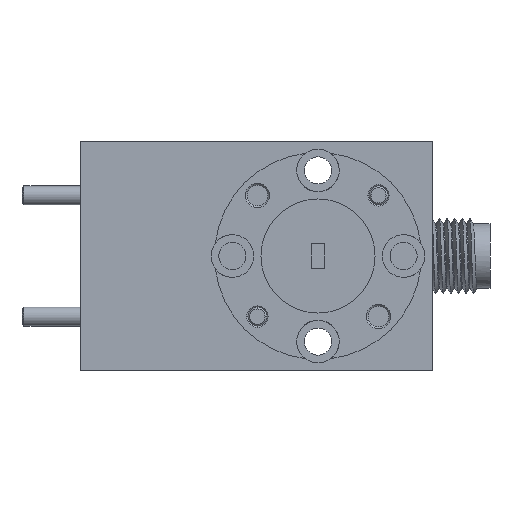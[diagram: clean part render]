
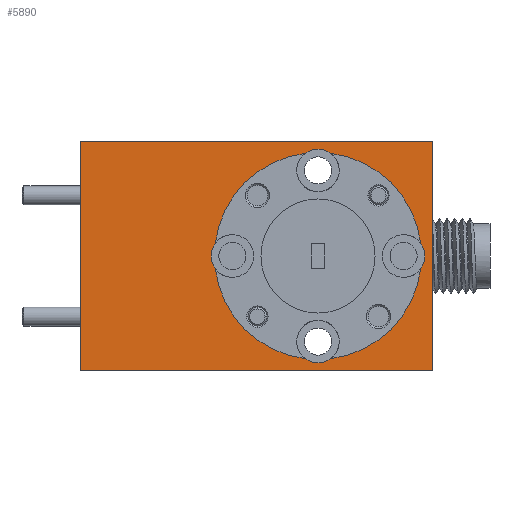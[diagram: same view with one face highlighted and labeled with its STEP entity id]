
A CAD part, front view. The second image highlights one B-rep face of the part: STEP entity #5890.
In plain terms, the highlighted planar face has unit normal (0, -1, 0).
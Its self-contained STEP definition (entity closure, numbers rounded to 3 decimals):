
#5 = AXIS2_PLACEMENT_3D ( 'NONE', #11195, #11111, #5731 ) ;
#149 = EDGE_CURVE ( 'NONE', #13324, #12862, #15287, .T. ) ;
#189 = AXIS2_PLACEMENT_3D ( 'NONE', #3965, #9185, #10643 ) ;
#274 = CARTESIAN_POINT ( 'NONE',  ( 18.851, 13.377, 22.801 ) ) ;
#276 = CARTESIAN_POINT ( 'NONE',  ( 18.851, 13.377, 39.942 ) ) ;
#450 = VERTEX_POINT ( 'NONE', #14230 ) ;
#740 = EDGE_CURVE ( 'NONE', #12862, #12952, #1043, .T. ) ;
#1043 = CIRCLE ( 'NONE', #13358, 1.778 ) ;
#1152 = CIRCLE ( 'NONE', #16449, 1.778 ) ;
#1173 = DIRECTION ( 'NONE',  ( 0., -1., 0. ) ) ;
#1504 = DIRECTION ( 'NONE',  ( 1., 0., 0. ) ) ;
#1587 = LINE ( 'NONE', #7947, #16151 ) ;
#1597 = CARTESIAN_POINT ( 'NONE',  ( 27.315, 13.377, 40.897 ) ) ;
#2030 = VECTOR ( 'NONE', #11046, 1000. ) ;
#2035 = FACE_OUTER_BOUND ( 'NONE', #13348, .T. ) ;
#2037 = ORIENTED_EDGE ( 'NONE', *, *, #11923, .F. ) ;
#2145 = AXIS2_PLACEMENT_3D ( 'NONE', #13492, #14866, #15040 ) ;
#2514 = ORIENTED_EDGE ( 'NONE', *, *, #13095, .F. ) ;
#2523 = CIRCLE ( 'NONE', #5551, 1.778 ) ;
#2749 = EDGE_CURVE ( 'NONE', #12623, #3644, #4635, .T. ) ;
#3028 = DIRECTION ( 'NONE',  ( 0., -1., 0. ) ) ;
#3323 = AXIS2_PLACEMENT_3D ( 'NONE', #7863, #1173, #16934 ) ;
#3328 = ORIENTED_EDGE ( 'NONE', *, *, #2749, .T. ) ;
#3554 = CARTESIAN_POINT ( 'NONE',  ( -2.022, 13.377, 21.847 ) ) ;
#3563 = CIRCLE ( 'NONE', #5, 8.636 ) ;
#3566 = DIRECTION ( 'NONE',  ( 0., 0., -1. ) ) ;
#3586 = CARTESIAN_POINT ( 'NONE',  ( 17.79, 13.377, 24.228 ) ) ;
#3644 = VERTEX_POINT ( 'NONE', #3554 ) ;
#3690 = AXIS2_PLACEMENT_3D ( 'NONE', #3586, #11296, #11556 ) ;
#3965 = CARTESIAN_POINT ( 'NONE',  ( 17.79, 13.377, 38.515 ) ) ;
#4002 = VECTOR ( 'NONE', #11482, 1000. ) ;
#4095 = VERTEX_POINT ( 'NONE', #15841 ) ;
#4202 = VERTEX_POINT ( 'NONE', #15496 ) ;
#4399 = ORIENTED_EDGE ( 'NONE', *, *, #5109, .F. ) ;
#4491 = VERTEX_POINT ( 'NONE', #1597 ) ;
#4635 = LINE ( 'NONE', #10029, #4002 ) ;
#4780 = CIRCLE ( 'NONE', #3690, 1.778 ) ;
#4797 = CARTESIAN_POINT ( 'NONE',  ( 17.79, 13.377, 22.45 ) ) ;
#4891 = EDGE_CURVE ( 'NONE', #7348, #3644, #16135, .T. ) ;
#4905 = CIRCLE ( 'NONE', #2145, 1.778 ) ;
#5071 = EDGE_LOOP ( 'NONE', ( #7829, #5753, #13695, #4399, #14943, #2037, #12705, #2514, #9023, #8651 ) ) ;
#5109 = EDGE_CURVE ( 'NONE', #5996, #13324, #10327, .T. ) ;
#5551 = AXIS2_PLACEMENT_3D ( 'NONE', #10087, #6410, #3566 ) ;
#5731 = DIRECTION ( 'NONE',  ( 1., 0., 0. ) ) ;
#5753 = ORIENTED_EDGE ( 'NONE', *, *, #740, .F. ) ;
#5890 = ADVANCED_FACE ( 'NONE', ( #2035, #16340 ), #15142, .F. ) ;
#5996 = VERTEX_POINT ( 'NONE', #11467 ) ;
#6338 = EDGE_CURVE ( 'NONE', #450, #4202, #4905, .T. ) ;
#6410 = DIRECTION ( 'NONE',  ( 0., -1., 0. ) ) ;
#6511 = VECTOR ( 'NONE', #15888, 1000. ) ;
#6792 = CARTESIAN_POINT ( 'NONE',  ( -2.022, 13.377, 40.897 ) ) ;
#6912 = CARTESIAN_POINT ( 'NONE',  ( -2.022, 13.377, 21.847 ) ) ;
#6966 = CARTESIAN_POINT ( 'NONE',  ( 10.647, 13.377, 31.372 ) ) ;
#7216 = DIRECTION ( 'NONE',  ( 0., 0., -1. ) ) ;
#7278 = CARTESIAN_POINT ( 'NONE',  ( -2.022, 13.377, 40.897 ) ) ;
#7301 = DIRECTION ( 'NONE',  ( 0., -1., 0. ) ) ;
#7348 = VERTEX_POINT ( 'NONE', #11928 ) ;
#7829 = ORIENTED_EDGE ( 'NONE', *, *, #11221, .F. ) ;
#7863 = CARTESIAN_POINT ( 'NONE',  ( 17.79, 13.377, 31.372 ) ) ;
#7947 = CARTESIAN_POINT ( 'NONE',  ( -2.022, 13.377, 40.897 ) ) ;
#8619 = VERTEX_POINT ( 'NONE', #274 ) ;
#8651 = ORIENTED_EDGE ( 'NONE', *, *, #12070, .F. ) ;
#8968 = CARTESIAN_POINT ( 'NONE',  ( 17.79, 13.377, 38.515 ) ) ;
#9023 = ORIENTED_EDGE ( 'NONE', *, *, #10112, .F. ) ;
#9185 = DIRECTION ( 'NONE',  ( 0., -1., 0. ) ) ;
#9394 = CARTESIAN_POINT ( 'NONE',  ( 16.73, 13.377, 39.942 ) ) ;
#9462 = CARTESIAN_POINT ( 'NONE',  ( 17.79, 13.377, 31.372 ) ) ;
#9654 = VERTEX_POINT ( 'NONE', #276 ) ;
#9890 = AXIS2_PLACEMENT_3D ( 'NONE', #13442, #11559, #16695 ) ;
#10007 = EDGE_CURVE ( 'NONE', #4491, #7348, #11131, .T. ) ;
#10029 = CARTESIAN_POINT ( 'NONE',  ( -2.022, 13.377, 40.897 ) ) ;
#10084 = DIRECTION ( 'NONE',  ( 0., -1., 0. ) ) ;
#10087 = CARTESIAN_POINT ( 'NONE',  ( 17.79, 13.377, 24.228 ) ) ;
#10112 = EDGE_CURVE ( 'NONE', #11349, #8619, #4780, .T. ) ;
#10327 = CIRCLE ( 'NONE', #189, 1.778 ) ;
#10643 = DIRECTION ( 'NONE',  ( 0., 0., -1. ) ) ;
#10794 = CARTESIAN_POINT ( 'NONE',  ( 27.315, 13.377, 40.897 ) ) ;
#11046 = DIRECTION ( 'NONE',  ( 0., 0., -1. ) ) ;
#11111 = DIRECTION ( 'NONE',  ( 0., -1., 0. ) ) ;
#11131 = LINE ( 'NONE', #10794, #2030 ) ;
#11195 = CARTESIAN_POINT ( 'NONE',  ( 17.79, 13.377, 31.372 ) ) ;
#11221 = EDGE_CURVE ( 'NONE', #12952, #4095, #11255, .T. ) ;
#11255 = CIRCLE ( 'NONE', #9890, 8.636 ) ;
#11296 = DIRECTION ( 'NONE',  ( 0., -1., 0. ) ) ;
#11349 = VERTEX_POINT ( 'NONE', #4797 ) ;
#11463 = AXIS2_PLACEMENT_3D ( 'NONE', #9462, #3028, #15707 ) ;
#11467 = CARTESIAN_POINT ( 'NONE',  ( 17.79, 13.377, 40.293 ) ) ;
#11482 = DIRECTION ( 'NONE',  ( 0., 0., -1. ) ) ;
#11556 = DIRECTION ( 'NONE',  ( 0., 0., -1. ) ) ;
#11559 = DIRECTION ( 'NONE',  ( 0., -1., 0. ) ) ;
#11923 = EDGE_CURVE ( 'NONE', #4202, #9654, #13711, .T. ) ;
#11928 = CARTESIAN_POINT ( 'NONE',  ( 27.315, 13.377, 21.847 ) ) ;
#12070 = EDGE_CURVE ( 'NONE', #4095, #11349, #2523, .T. ) ;
#12623 = VERTEX_POINT ( 'NONE', #6792 ) ;
#12705 = ORIENTED_EDGE ( 'NONE', *, *, #6338, .F. ) ;
#12833 = CARTESIAN_POINT ( 'NONE',  ( 9.22, 13.377, 32.433 ) ) ;
#12862 = VERTEX_POINT ( 'NONE', #12833 ) ;
#12952 = VERTEX_POINT ( 'NONE', #13338 ) ;
#13095 = EDGE_CURVE ( 'NONE', #8619, #450, #3563, .T. ) ;
#13324 = VERTEX_POINT ( 'NONE', #9394 ) ;
#13338 = CARTESIAN_POINT ( 'NONE',  ( 9.22, 13.377, 30.311 ) ) ;
#13348 = EDGE_LOOP ( 'NONE', ( #3328, #16422, #13938, #15173 ) ) ;
#13358 = AXIS2_PLACEMENT_3D ( 'NONE', #6966, #7301, #7216 ) ;
#13418 = EDGE_CURVE ( 'NONE', #12623, #4491, #1587, .T. ) ;
#13442 = CARTESIAN_POINT ( 'NONE',  ( 17.79, 13.377, 31.372 ) ) ;
#13492 = CARTESIAN_POINT ( 'NONE',  ( 24.934, 13.377, 31.372 ) ) ;
#13513 = DIRECTION ( 'NONE',  ( 1., 0., 0. ) ) ;
#13677 = DIRECTION ( 'NONE',  ( 0., 1., 0. ) ) ;
#13695 = ORIENTED_EDGE ( 'NONE', *, *, #149, .F. ) ;
#13711 = CIRCLE ( 'NONE', #3323, 8.636 ) ;
#13938 = ORIENTED_EDGE ( 'NONE', *, *, #10007, .F. ) ;
#14230 = CARTESIAN_POINT ( 'NONE',  ( 26.361, 13.377, 30.311 ) ) ;
#14866 = DIRECTION ( 'NONE',  ( 0., -1., 0. ) ) ;
#14943 = ORIENTED_EDGE ( 'NONE', *, *, #15280, .F. ) ;
#15040 = DIRECTION ( 'NONE',  ( 0., 0., -1. ) ) ;
#15142 = PLANE ( 'NONE',  #15821 ) ;
#15173 = ORIENTED_EDGE ( 'NONE', *, *, #13418, .F. ) ;
#15280 = EDGE_CURVE ( 'NONE', #9654, #5996, #1152, .T. ) ;
#15287 = CIRCLE ( 'NONE', #11463, 8.636 ) ;
#15496 = CARTESIAN_POINT ( 'NONE',  ( 26.361, 13.377, 32.433 ) ) ;
#15707 = DIRECTION ( 'NONE',  ( 1., 0., 0. ) ) ;
#15821 = AXIS2_PLACEMENT_3D ( 'NONE', #7278, #13677, #13513 ) ;
#15841 = CARTESIAN_POINT ( 'NONE',  ( 16.73, 13.377, 22.801 ) ) ;
#15888 = DIRECTION ( 'NONE',  ( -1., 0., 0. ) ) ;
#16135 = LINE ( 'NONE', #6912, #6511 ) ;
#16151 = VECTOR ( 'NONE', #1504, 1000. ) ;
#16340 = FACE_BOUND ( 'NONE', #5071, .T. ) ;
#16422 = ORIENTED_EDGE ( 'NONE', *, *, #4891, .F. ) ;
#16449 = AXIS2_PLACEMENT_3D ( 'NONE', #8968, #10084, #16673 ) ;
#16673 = DIRECTION ( 'NONE',  ( 0., 0., -1. ) ) ;
#16695 = DIRECTION ( 'NONE',  ( 1., 0., 0. ) ) ;
#16934 = DIRECTION ( 'NONE',  ( 1., 0., 0. ) ) ;
